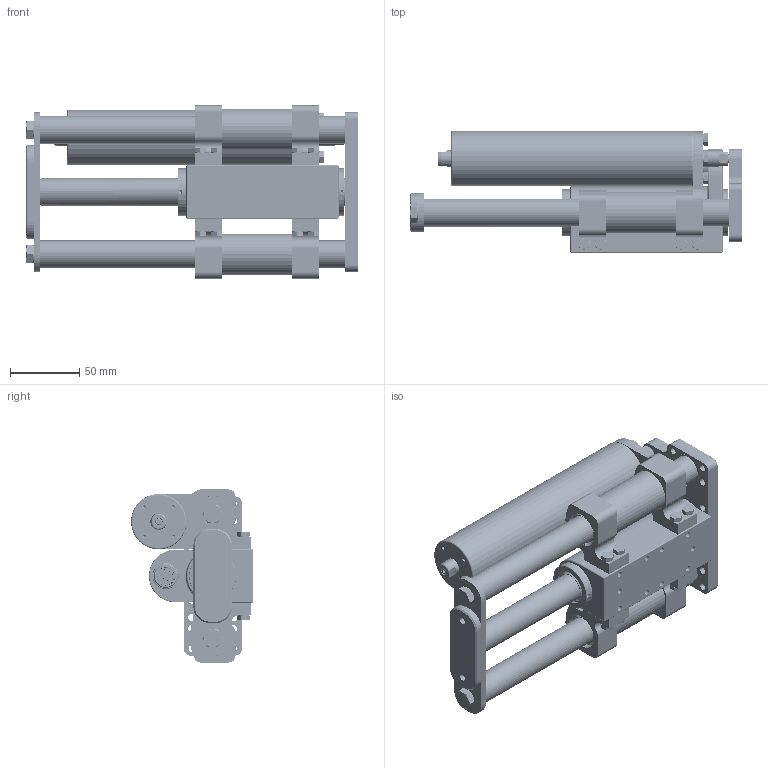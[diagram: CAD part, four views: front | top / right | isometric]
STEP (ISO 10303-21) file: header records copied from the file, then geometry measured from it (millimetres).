
FILE_DESCRIPTION (( 'STEP AP214' ), '1' );
FILE_NAME ('0186-1188_260204_SM01-37Sx60-HP-R-100_MS02_SSCP.STEP', '2026-02-04T13:45:36', ( '' ), ( '' ), 'SwSTEP 2.0', 'SolidWorks 2026', '' );
FILE_SCHEMA (( 'AUTOMOTIVE_DESIGN' ));
Length unit declared in the file: millimetre
Products named in the file (29): 0160-3221_Linearkugellager_EXC-20-F-RB; ML01-12_ML01-12x210!160; 0160-1945_SL01h-37Sx60_LRT; 0180-1355_PB01-37Sh-SSC_PB01h-37Sh_SSC-20; 0230-0615_Zyl.-Schr_I-6kt_n-K_M8x16_8.8_INOX; SM01-37Sx60-HP-R-100_BE01_MS02_SSCP_Läufer_beweglich^0186-1188_SM01-37Sx60-HP-R-100_MS02_SSCP; 0180-2051_PAW01-20-BL-Lf; PL01-20-HP-SF-W01_PL01-20x230!180-HP-SF; 0180-1356_PB01-37Sv-SSC_PB01-37Sv_SSC-20; 0180-1622_SL01k-LR-30x...-SSC_SL01k-LR-30x88-SSC; 0180-1997_SM01k-37S-RP-SSC; 0230-0644_O-Ring_22.00x1.00_NBR70_schwarz_Gedehnt; 0180-1620_SM01k-37S-RT-L; 0186-1007_PS01-37Sx60-HP-B01-SSCP-G01-R; 0186-0991_MS01-40x175-SSC_MS01-40x100; 0230-0613_6kt.-schr._M8x18_INOX; 0180-1894_SM01k-37S-RT-40-SSC; 0230-0529_Gew.-Stift_I-6kt_K-k_M5x5_INOX; SM01-37Sx60-HP-R-100_BE01_MS02_SSCP_Motor_fix^0186-1188_SM01-37Sx60-HP-R-100_MS02_SSCP; 0230-1303_MS01k-5.1_M5x9; SL01-20x14x...2xM8_SL01-20x14x224-2xM8; 0230-0725_6kt-schr_M5x14_INOX; 0180-2226_Dichtung_LBBR 20x28x5!19.4; 0180-1621_SM01k-37S-RT-R; 0180-1998_Wellendichtung_20x22x2.5; Stator_PS01-37Sx60-HP-SSC-G01; 0180-1961_SM01k-37S-MA-40-SSC; 0186-1188_260204_SM01-37Sx60-HP-R-100_MS02_SSCP
Assembly tree (51 placements, depth 4):
  0186-1188_260204_SM01-37Sx60-HP-R-100_MS02_SSCP
    SM01-37Sx60-HP-R-100_BE01_MS02_SSCP_Motor_fix^0186-1188_SM01-37Sx60-HP-R-100_MS02_SSCP
      0186-1007_PS01-37Sx60-HP-B01-SSCP-G01-R
        Stator_PS01-37Sx60-HP-SSC-G01
        0230-0644_O-Ring_22.00x1.00_NBR70_schwarz_Gedehnt  x2
        0180-1355_PB01-37Sh-SSC_PB01h-37Sh_SSC-20
        0180-1356_PB01-37Sv-SSC_PB01-37Sv_SSC-20
        0180-2051_PAW01-20-BL-Lf  x2
      0230-0725_6kt-schr_M5x14_INOX  x12
      0160-1945_SL01h-37Sx60_LRT  x2
        0180-1622_SL01k-LR-30x...-SSC_SL01k-LR-30x88-SSC
        0160-3221_Linearkugellager_EXC-20-F-RB
        0180-2226_Dichtung_LBBR 20x28x5!19.4
        0160-3221_Linearkugellager_EXC-20-F-RB
      0180-1620_SM01k-37S-RT-L
      0180-1621_SM01k-37S-RT-R  x2
      0180-1894_SM01k-37S-RT-40-SSC
      0186-0991_MS01-40x175-SSC_MS01-40x100
    SM01-37Sx60-HP-R-100_BE01_MS02_SSCP_Läufer_beweglich^0186-1188_SM01-37Sx60-HP-R-100_MS02_SSCP
      SL01-20x14x...2xM8_SL01-20x14x224-2xM8  x2
      0180-1961_SM01k-37S-MA-40-SSC
      0230-0615_Zyl.-Schr_I-6kt_n-K_M8x16_8.8_INOX  x3
      0180-1997_SM01k-37S-RP-SSC
      0230-0613_6kt.-schr._M8x18_INOX  x2
      ML01-12_ML01-12x210!160
      0230-1303_MS01k-5.1_M5x9
      0180-1998_Wellendichtung_20x22x2.5  x4
      0230-0529_Gew.-Stift_I-6kt_K-k_M5x5_INOX
      PL01-20-HP-SF-W01_PL01-20x230!180-HP-SF
Bounding box: 239.75 x 87.92 x 125 mm (x, y, z)
Volume: 782222.4 mm3; surface area: 294672.7 mm2
Topology: 54 solids, 54 shells, 4266 faces, 10682 edges, 6690 vertices
Faces by surface type: cone 1519, cylinder 1352, plane 1060, bspline 239, torus 94, sphere 2
Entity records: 68022 total; most frequent: CARTESIAN_POINT 18430, DIRECTION 10265, ORIENTED_EDGE 10056, EDGE_CURVE 5028, AXIS2_PLACEMENT_3D 3946, VERTEX_POINT 3224, LINE 2373, VECTOR 2373
